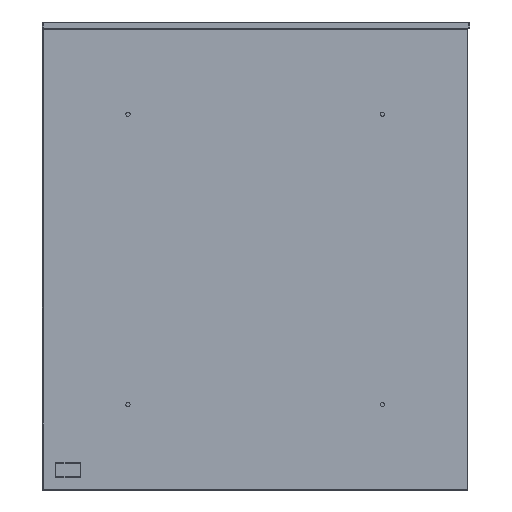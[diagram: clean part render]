
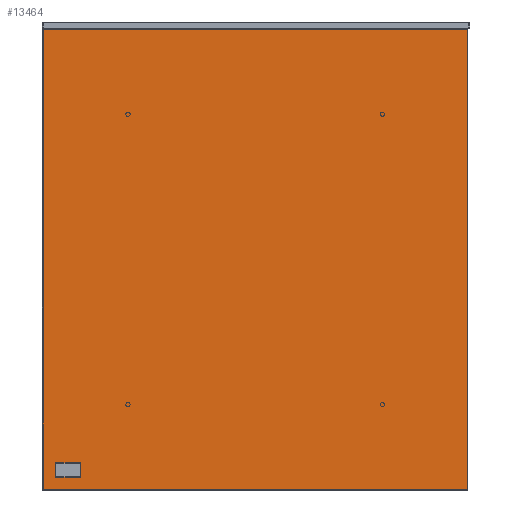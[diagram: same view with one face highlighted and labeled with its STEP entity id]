
A CAD part, left-side view. The second image highlights one B-rep face of the part: STEP entity #13464.
In plain terms, the highlighted planar face has unit normal (-1, 0, 0).
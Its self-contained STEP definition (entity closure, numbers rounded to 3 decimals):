
#13202=CARTESIAN_POINT('',(-4950.693,10231.25,-596.869));
#13203=VERTEX_POINT('',#13202);
#13204=CARTESIAN_POINT('',(-4950.693,10231.25,-59.131));
#13205=VERTEX_POINT('',#13204);
#13206=CARTESIAN_POINT('',(-4950.693,10231.25,-596.869));
#13207=DIRECTION('',(0.0,0.0,1.0));
#13208=VECTOR('',#13207,537.737);
#13209=LINE('',#13206,#13208);
#13210=EDGE_CURVE('',#13203,#13205,#13209,.T.);
#13233=CARTESIAN_POINT('',(-4950.693,10230.919,-58.8));
#13234=VERTEX_POINT('',#13233);
#13235=CARTESIAN_POINT('',(-4950.693,10231.25,-59.131));
#13236=DIRECTION('',(0.0,-0.707,0.707));
#13237=VECTOR('',#13236,0.469);
#13238=LINE('',#13235,#13237);
#13239=EDGE_CURVE('',#13205,#13234,#13238,.T.);
#13257=CARTESIAN_POINT('',(-4950.693,9735.181,-58.8));
#13258=VERTEX_POINT('',#13257);
#13259=CARTESIAN_POINT('',(-4950.693,10230.919,-58.8));
#13260=DIRECTION('',(0.0,-1.0,0.0));
#13261=VECTOR('',#13260,495.737);
#13262=LINE('',#13259,#13261);
#13263=EDGE_CURVE('',#13234,#13258,#13262,.T.);
#13290=CARTESIAN_POINT('',(-4950.693,9734.85,-59.131));
#13291=VERTEX_POINT('',#13290);
#13292=CARTESIAN_POINT('',(-4950.693,9735.181,-58.8));
#13293=DIRECTION('',(0.0,-0.707,-0.707));
#13294=VECTOR('',#13293,0.469);
#13295=LINE('',#13292,#13294);
#13296=EDGE_CURVE('',#13258,#13291,#13295,.T.);
#13321=CARTESIAN_POINT('',(-4950.693,9734.85,-596.869));
#13322=VERTEX_POINT('',#13321);
#13323=CARTESIAN_POINT('',(-4950.693,9734.85,-59.131));
#13324=DIRECTION('',(0.0,0.0,-1.0));
#13325=VECTOR('',#13324,537.737);
#13326=LINE('',#13323,#13325);
#13327=EDGE_CURVE('',#13291,#13322,#13326,.T.);
#13352=CARTESIAN_POINT('',(-4950.693,9735.181,-597.2));
#13353=VERTEX_POINT('',#13352);
#13354=CARTESIAN_POINT('',(-4950.693,9734.85,-596.869));
#13355=DIRECTION('',(0.0,0.707,-0.707));
#13356=VECTOR('',#13355,0.469);
#13357=LINE('',#13354,#13356);
#13358=EDGE_CURVE('',#13322,#13353,#13357,.T.);
#13381=CARTESIAN_POINT('',(-4950.693,10230.919,-597.2));
#13382=VERTEX_POINT('',#13381);
#13383=CARTESIAN_POINT('',(-4950.693,9735.181,-597.2));
#13384=DIRECTION('',(0.0,1.0,0.0));
#13385=VECTOR('',#13384,495.737);
#13386=LINE('',#13383,#13385);
#13387=EDGE_CURVE('',#13353,#13382,#13386,.T.);
#13405=CARTESIAN_POINT('',(-4950.693,10230.919,-597.2));
#13406=DIRECTION('',(0.0,0.707,0.707));
#13407=VECTOR('',#13406,0.469);
#13408=LINE('',#13405,#13407);
#13409=EDGE_CURVE('',#13382,#13203,#13408,.T.);
#13449=CARTESIAN_POINT('',(-4950.693,9983.05,-597.201));
#13450=DIRECTION('',(-1.0,0.0,0.0));
#13451=DIRECTION('',(0.0,0.0,1.0));
#13452=AXIS2_PLACEMENT_3D('',#13449,#13450,#13451);
#13453=PLANE('',#13452);
#13454=ORIENTED_EDGE('',*,*,#13210,.F.);
#13455=ORIENTED_EDGE('',*,*,#13409,.F.);
#13456=ORIENTED_EDGE('',*,*,#13387,.F.);
#13457=ORIENTED_EDGE('',*,*,#13358,.F.);
#13458=ORIENTED_EDGE('',*,*,#13327,.F.);
#13459=ORIENTED_EDGE('',*,*,#13296,.F.);
#13460=ORIENTED_EDGE('',*,*,#13263,.F.);
#13461=ORIENTED_EDGE('',*,*,#13239,.F.);
#13462=EDGE_LOOP('',(#13454,#13455,#13456,#13457,#13458,#13459,#13460,#13461));
#13463=FACE_OUTER_BOUND('',#13462,.T.);
#13464=ADVANCED_FACE('',(#13463),#13453,.T.);
